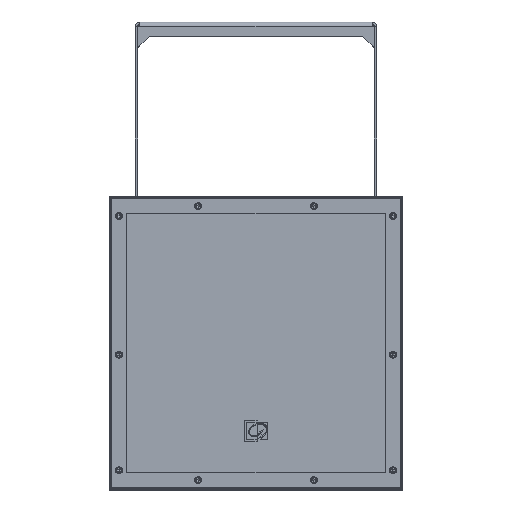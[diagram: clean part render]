
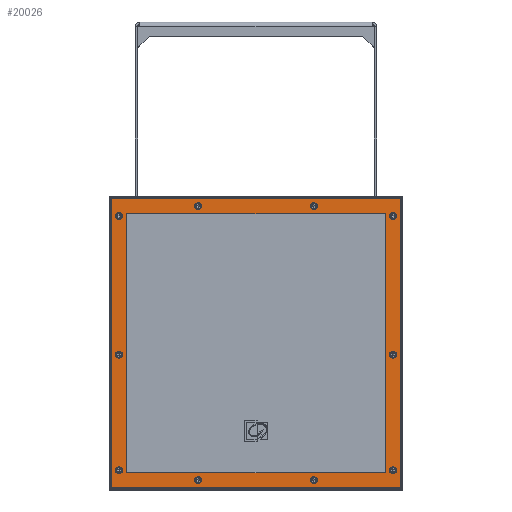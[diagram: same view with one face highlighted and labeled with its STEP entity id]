
A CAD part, top view. The second image highlights one B-rep face of the part: STEP entity #20026.
In plain terms, the highlighted planar face has unit normal (0, 0, 1).
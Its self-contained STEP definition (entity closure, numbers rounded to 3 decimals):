
#661=FACE_BOUND('',#5389,.T.);
#662=FACE_BOUND('',#5390,.T.);
#663=FACE_BOUND('',#5391,.T.);
#664=FACE_BOUND('',#5392,.T.);
#665=FACE_BOUND('',#5393,.T.);
#666=FACE_BOUND('',#5394,.T.);
#667=FACE_BOUND('',#5395,.T.);
#668=FACE_BOUND('',#5396,.T.);
#669=FACE_BOUND('',#5397,.T.);
#670=FACE_BOUND('',#5398,.T.);
#671=FACE_BOUND('',#5399,.T.);
#2565=CIRCLE('',#21059,6.);
#2754=CIRCLE('',#21531,6.);
#2756=CIRCLE('',#21535,6.);
#2758=CIRCLE('',#21539,6.);
#2760=CIRCLE('',#21543,6.);
#2762=CIRCLE('',#21547,6.);
#2764=CIRCLE('',#21551,6.);
#2766=CIRCLE('',#21555,6.);
#2768=CIRCLE('',#21559,6.);
#2770=CIRCLE('',#21563,6.);
#4093=FACE_OUTER_BOUND('',#5388,.T.);
#5388=EDGE_LOOP('',(#16674,#16675,#16676,#16677));
#5389=EDGE_LOOP('',(#16678));
#5390=EDGE_LOOP('',(#16679));
#5391=EDGE_LOOP('',(#16680));
#5392=EDGE_LOOP('',(#16681));
#5393=EDGE_LOOP('',(#16682));
#5394=EDGE_LOOP('',(#16683));
#5395=EDGE_LOOP('',(#16684));
#5396=EDGE_LOOP('',(#16685));
#5397=EDGE_LOOP('',(#16686));
#5398=EDGE_LOOP('',(#16687));
#5399=EDGE_LOOP('',(#16688,#16689,#16690,#16691));
#6746=LINE('',#33552,#7970);
#6749=LINE('',#33557,#7973);
#6751=LINE('',#33561,#7975);
#6753=LINE('',#33564,#7977);
#6768=LINE('',#33597,#7992);
#6772=LINE('',#33604,#7996);
#6773=LINE('',#33607,#7997);
#6774=LINE('',#33608,#7998);
#7970=VECTOR('',#25951,10.);
#7973=VECTOR('',#25956,10.);
#7975=VECTOR('',#25960,10.);
#7977=VECTOR('',#25964,10.);
#7992=VECTOR('',#25991,10.);
#7996=VECTOR('',#25997,10.);
#7997=VECTOR('',#26000,10.);
#7998=VECTOR('',#26001,10.);
#8993=VERTEX_POINT('',#30774);
#9416=VERTEX_POINT('',#32360);
#9418=VERTEX_POINT('',#32367);
#9420=VERTEX_POINT('',#32374);
#9422=VERTEX_POINT('',#32381);
#9424=VERTEX_POINT('',#32388);
#9426=VERTEX_POINT('',#32395);
#9428=VERTEX_POINT('',#32402);
#9430=VERTEX_POINT('',#32409);
#9432=VERTEX_POINT('',#32416);
#9573=VERTEX_POINT('',#33550);
#9574=VERTEX_POINT('',#33551);
#9575=VERTEX_POINT('',#33556);
#9576=VERTEX_POINT('',#33560);
#9587=VERTEX_POINT('',#33594);
#9588=VERTEX_POINT('',#33596);
#9590=VERTEX_POINT('',#33602);
#9591=VERTEX_POINT('',#33606);
#11136=EDGE_CURVE('',#8993,#8993,#2565,.T.);
#11764=EDGE_CURVE('',#9416,#9416,#2754,.T.);
#11767=EDGE_CURVE('',#9418,#9418,#2756,.T.);
#11770=EDGE_CURVE('',#9420,#9420,#2758,.T.);
#11773=EDGE_CURVE('',#9422,#9422,#2760,.T.);
#11776=EDGE_CURVE('',#9424,#9424,#2762,.T.);
#11779=EDGE_CURVE('',#9426,#9426,#2764,.T.);
#11782=EDGE_CURVE('',#9428,#9428,#2766,.T.);
#11785=EDGE_CURVE('',#9430,#9430,#2768,.T.);
#11788=EDGE_CURVE('',#9432,#9432,#2770,.T.);
#12029=EDGE_CURVE('',#9573,#9574,#6746,.T.);
#12032=EDGE_CURVE('',#9575,#9573,#6749,.T.);
#12034=EDGE_CURVE('',#9576,#9575,#6751,.T.);
#12036=EDGE_CURVE('',#9574,#9576,#6753,.T.);
#12051=EDGE_CURVE('',#9587,#9588,#6768,.T.);
#12055=EDGE_CURVE('',#9587,#9590,#6772,.T.);
#12056=EDGE_CURVE('',#9591,#9590,#6773,.T.);
#12057=EDGE_CURVE('',#9588,#9591,#6774,.T.);
#16674=ORIENTED_EDGE('',*,*,#12055,.T.);
#16675=ORIENTED_EDGE('',*,*,#12056,.F.);
#16676=ORIENTED_EDGE('',*,*,#12057,.F.);
#16677=ORIENTED_EDGE('',*,*,#12051,.F.);
#16678=ORIENTED_EDGE('',*,*,#11136,.T.);
#16679=ORIENTED_EDGE('',*,*,#11764,.T.);
#16680=ORIENTED_EDGE('',*,*,#11767,.T.);
#16681=ORIENTED_EDGE('',*,*,#11770,.T.);
#16682=ORIENTED_EDGE('',*,*,#11773,.T.);
#16683=ORIENTED_EDGE('',*,*,#11776,.T.);
#16684=ORIENTED_EDGE('',*,*,#11779,.T.);
#16685=ORIENTED_EDGE('',*,*,#11782,.T.);
#16686=ORIENTED_EDGE('',*,*,#11785,.T.);
#16687=ORIENTED_EDGE('',*,*,#11788,.T.);
#16688=ORIENTED_EDGE('',*,*,#12029,.T.);
#16689=ORIENTED_EDGE('',*,*,#12036,.T.);
#16690=ORIENTED_EDGE('',*,*,#12034,.T.);
#16691=ORIENTED_EDGE('',*,*,#12032,.T.);
#19045=PLANE('',#21713);
#20026=ADVANCED_FACE('',(#4093,#661,#662,#663,#664,#665,#666,#667,#668,
#669,#670,#671),#19045,.T.);
#21059=AXIS2_PLACEMENT_3D('',#30776,#24197,#24198);
#21531=AXIS2_PLACEMENT_3D('',#32362,#25454,#25455);
#21535=AXIS2_PLACEMENT_3D('',#32369,#25463,#25464);
#21539=AXIS2_PLACEMENT_3D('',#32376,#25472,#25473);
#21543=AXIS2_PLACEMENT_3D('',#32383,#25481,#25482);
#21547=AXIS2_PLACEMENT_3D('',#32390,#25490,#25491);
#21551=AXIS2_PLACEMENT_3D('',#32397,#25499,#25500);
#21555=AXIS2_PLACEMENT_3D('',#32404,#25508,#25509);
#21559=AXIS2_PLACEMENT_3D('',#32411,#25517,#25518);
#21563=AXIS2_PLACEMENT_3D('',#32418,#25526,#25527);
#21713=AXIS2_PLACEMENT_3D('',#33605,#25998,#25999);
#24197=DIRECTION('center_axis',(0.,0.,
-1.));
#24198=DIRECTION('ref_axis',(-1.,0.,0.));
#25454=DIRECTION('center_axis',(0.,0.,
-1.));
#25455=DIRECTION('ref_axis',(-1.,0.,0.));
#25463=DIRECTION('center_axis',(0.,0.,
-1.));
#25464=DIRECTION('ref_axis',(-1.,0.,0.));
#25472=DIRECTION('center_axis',(0.,0.,
-1.));
#25473=DIRECTION('ref_axis',(-1.,0.,0.));
#25481=DIRECTION('center_axis',(0.,0.,
-1.));
#25482=DIRECTION('ref_axis',(-1.,0.,0.));
#25490=DIRECTION('center_axis',(0.,0.,
-1.));
#25491=DIRECTION('ref_axis',(-1.,0.,0.));
#25499=DIRECTION('center_axis',(0.,0.,
-1.));
#25500=DIRECTION('ref_axis',(-1.,0.,0.));
#25508=DIRECTION('center_axis',(0.,0.,
-1.));
#25509=DIRECTION('ref_axis',(-1.,0.,0.));
#25517=DIRECTION('center_axis',(0.,0.,
-1.));
#25518=DIRECTION('ref_axis',(-1.,0.,0.));
#25526=DIRECTION('center_axis',(0.,0.,
-1.));
#25527=DIRECTION('ref_axis',(-1.,0.,0.));
#25951=DIRECTION('',(0.,-1.,0.));
#25956=DIRECTION('',(1.,0.,0.));
#25960=DIRECTION('',(0.,1.,0.));
#25964=DIRECTION('',(-1.,0.,0.));
#25991=DIRECTION('',(0.,1.,0.));
#25997=DIRECTION('',(1.,0.,0.));
#25998=DIRECTION('center_axis',(0.,0.,
1.));
#25999=DIRECTION('ref_axis',(0.,-1.,0.));
#26000=DIRECTION('',(0.,-1.,0.));
#26001=DIRECTION('',(1.,0.,0.));
#30774=CARTESIAN_POINT('',(-231.,-576.,299.043));
#30776=CARTESIAN_POINT('Origin',(-237.,-576.,299.043));
#32360=CARTESIAN_POINT('',(243.,-576.,299.043));
#32362=CARTESIAN_POINT('Origin',(237.,-576.,299.043));
#32367=CARTESIAN_POINT('',(-94.,-793.,299.043));
#32369=CARTESIAN_POINT('Origin',(-100.,-793.,299.043));
#32374=CARTESIAN_POINT('',(243.,-776.,299.043));
#32376=CARTESIAN_POINT('Origin',(237.,-776.,299.043));
#32381=CARTESIAN_POINT('',(106.,-319.,299.043));
#32383=CARTESIAN_POINT('Origin',(100.,-319.,299.043));
#32388=CARTESIAN_POINT('',(-94.,-319.,299.043));
#32390=CARTESIAN_POINT('Origin',(-100.,-319.,299.043));
#32395=CARTESIAN_POINT('',(243.,-336.,299.043));
#32397=CARTESIAN_POINT('Origin',(237.,-336.,299.043));
#32402=CARTESIAN_POINT('',(106.,-793.,299.043));
#32404=CARTESIAN_POINT('Origin',(100.,-793.,299.043));
#32409=CARTESIAN_POINT('',(-231.,-776.,299.043));
#32411=CARTESIAN_POINT('Origin',(-237.,-776.,299.043));
#32416=CARTESIAN_POINT('',(-231.,-336.,299.043));
#32418=CARTESIAN_POINT('Origin',(-237.,-336.,299.043));
#33550=CARTESIAN_POINT('',(224.,-332.,299.043));
#33551=CARTESIAN_POINT('',(224.,-780.,299.043));
#33552=CARTESIAN_POINT('',(224.,-317.,299.043));
#33556=CARTESIAN_POINT('',(-224.,-332.,299.043));
#33557=CARTESIAN_POINT('',(-112.,-332.,299.043));
#33560=CARTESIAN_POINT('',(-224.,-780.,299.043));
#33561=CARTESIAN_POINT('',(-224.,-541.,299.043));
#33564=CARTESIAN_POINT('',(112.,-780.,299.043));
#33594=CARTESIAN_POINT('',(-254.,-810.,299.043));
#33596=CARTESIAN_POINT('',(-254.,-302.,299.043));
#33597=CARTESIAN_POINT('',(-254.,-302.,299.043));
#33602=CARTESIAN_POINT('',(254.,-810.,299.043));
#33604=CARTESIAN_POINT('',(0.,-810.,299.043));
#33605=CARTESIAN_POINT('Origin',(0.,-302.,299.043));
#33606=CARTESIAN_POINT('',(254.,-302.,299.043));
#33607=CARTESIAN_POINT('',(254.,-302.,299.043));
#33608=CARTESIAN_POINT('',(0.,-302.,299.043));
